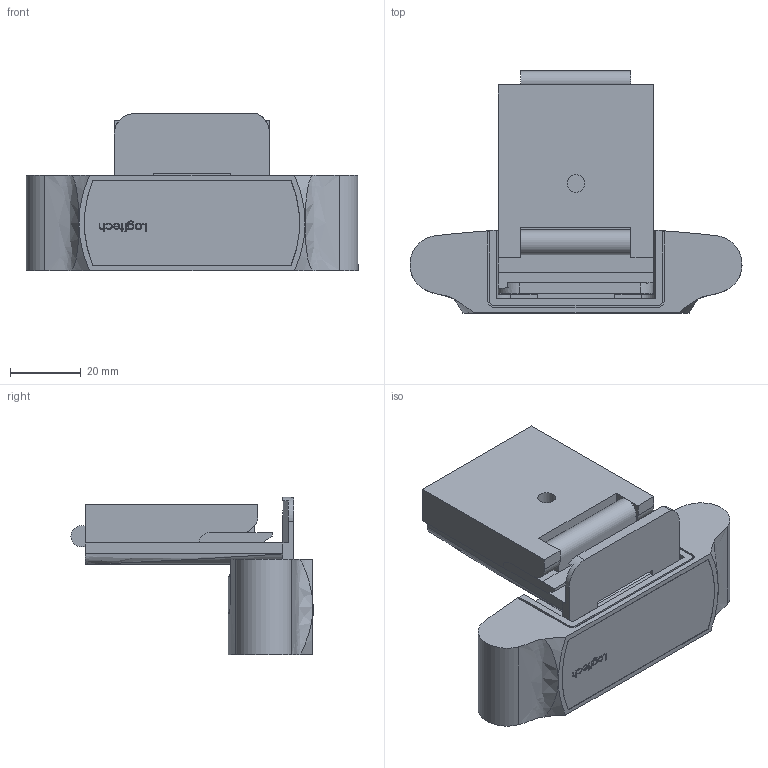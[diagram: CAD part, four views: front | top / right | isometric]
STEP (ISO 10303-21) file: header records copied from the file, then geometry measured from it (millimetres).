
FILE_DESCRIPTION(('FreeCAD Model'),'2;1');
FILE_NAME( 'logitech-c920.step' ,'2017-03-23T13:51:44',('Author'),(''), 'Open CASCADE STEP processor 6.8','FreeCAD','Unknown');
FILE_SCHEMA(('AUTOMOTIVE_DESIGN_CC2 { 1 2 10303 214 -1 1 5 4 }'));
Length unit declared in the file: millimetre
Products named in the file (8): ASSEMBLY; Logitech_C920_-_Arm_top; Logitech_C920_-_Arm_bottom_hinge; Logitech_C920_-_Arm_middle_hinge; Logitech_C920_-_Arm_bottom_foot_-_Hinge_pocket; Logitech_C920_-_Arm_bottom_-_Tripod_hole_pocket; Logitech_C920_-_Glass; Logitech_C920
Assembly tree (7 placements, depth 2):
  ASSEMBLY
    Logitech_C920_-_Arm_top
    Logitech_C920_-_Arm_bottom_hinge
    Logitech_C920_-_Arm_middle_hinge
    Logitech_C920_-_Arm_bottom_foot_-_Hinge_pocket
    Logitech_C920_-_Arm_bottom_-_Tripod_hole_pocket
    Logitech_C920_-_Glass
    Logitech_C920
Bounding box: 93.97 x 68.51 x 44.5 mm (x, y, z)
Volume: 88921.1 mm3; surface area: 31151 mm2
Topology: 7 solids, 7 shells, 257 faces, 661 edges, 437 vertices
Faces by surface type: plane 145, bspline 60, cylinder 49, cone 3
Full cylindrical faces by diameter (mm): 2 x3, 3.5 x1, 5 x1, 6 x1, 7.06 x1, 13 x1, 15 x1, 17 x1, 19 x1
Entity records: 32450 total; most frequent: CARTESIAN_POINT 18851, DIRECTION 1834, ORIENTED_EDGE 1322, PCURVE 1322, DEFINITIONAL_REPRESENTATION 1322, LINE 1111, VECTOR 1111, EDGE_CURVE 661
